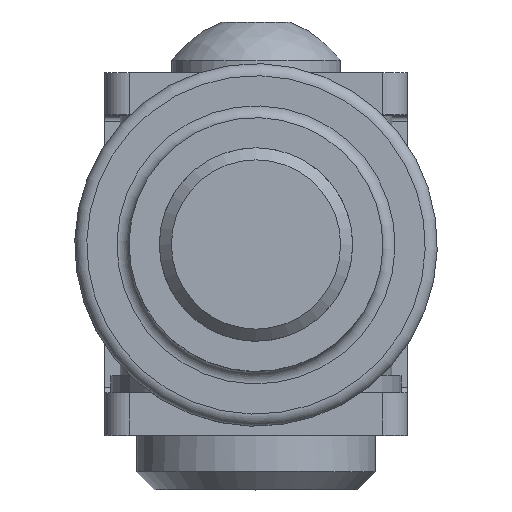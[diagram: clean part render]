
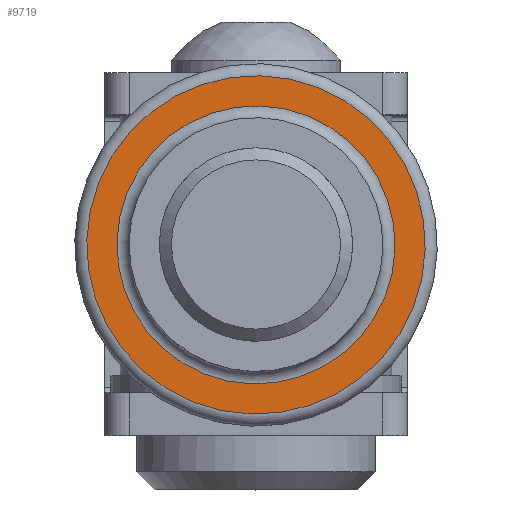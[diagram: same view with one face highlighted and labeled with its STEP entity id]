
A CAD part, top view. The second image highlights one B-rep face of the part: STEP entity #9719.
In plain terms, the highlighted face is planar.
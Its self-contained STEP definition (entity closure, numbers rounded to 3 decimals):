
#155 = DIRECTION ( 'NONE',  ( 0., 0., 1. ) ) ;
#621 = FACE_OUTER_BOUND ( 'NONE', #1166, .T. ) ;
#856 = EDGE_CURVE ( 'NONE', #7997, #7997, #14078, .T. ) ;
#1014 = CARTESIAN_POINT ( 'NONE',  ( 0., 4.5, 0. ) ) ;
#1166 = EDGE_LOOP ( 'NONE', ( #12260 ) ) ;
#1900 = VERTEX_POINT ( 'NONE', #8018 ) ;
#2150 = PLANE ( 'NONE',  #7477 ) ;
#2196 = CARTESIAN_POINT ( 'NONE',  ( 15., 4.5, 0. ) ) ;
#3162 = FACE_BOUND ( 'NONE', #11424, .T. ) ;
#3373 = CARTESIAN_POINT ( 'NONE',  ( 0., 4.5, 0. ) ) ;
#3459 = DIRECTION ( 'NONE',  ( 0., 1., 0. ) ) ;
#3584 = ORIENTED_EDGE ( 'NONE', *, *, #856, .T. ) ;
#4206 = AXIS2_PLACEMENT_3D ( 'NONE', #3373, #3459, #155 ) ;
#5237 = AXIS2_PLACEMENT_3D ( 'NONE', #1014, #8549, #6474 ) ;
#5255 = CIRCLE ( 'NONE', #4206, 14. ) ;
#5590 = DIRECTION ( 'NONE',  ( 0., 1., 0. ) ) ;
#6474 = DIRECTION ( 'NONE',  ( 0., 0., 1. ) ) ;
#7477 = AXIS2_PLACEMENT_3D ( 'NONE', #2196, #5590, #9763 ) ;
#7635 = EDGE_CURVE ( 'NONE', #1900, #1900, #5255, .T. ) ;
#7997 = VERTEX_POINT ( 'NONE', #11010 ) ;
#8018 = CARTESIAN_POINT ( 'NONE',  ( 0., 4.5, 14. ) ) ;
#8549 = DIRECTION ( 'NONE',  ( 0., -1., 0. ) ) ;
#9719 = ADVANCED_FACE ( 'NONE', ( #621, #3162 ), #2150, .T. ) ;
#9763 = DIRECTION ( 'NONE',  ( 0., 0., 1. ) ) ;
#11010 = CARTESIAN_POINT ( 'NONE',  ( 0., 4.5, 11.5 ) ) ;
#11424 = EDGE_LOOP ( 'NONE', ( #3584 ) ) ;
#12260 = ORIENTED_EDGE ( 'NONE', *, *, #7635, .T. ) ;
#14078 = CIRCLE ( 'NONE', #5237, 11.5 ) ;
